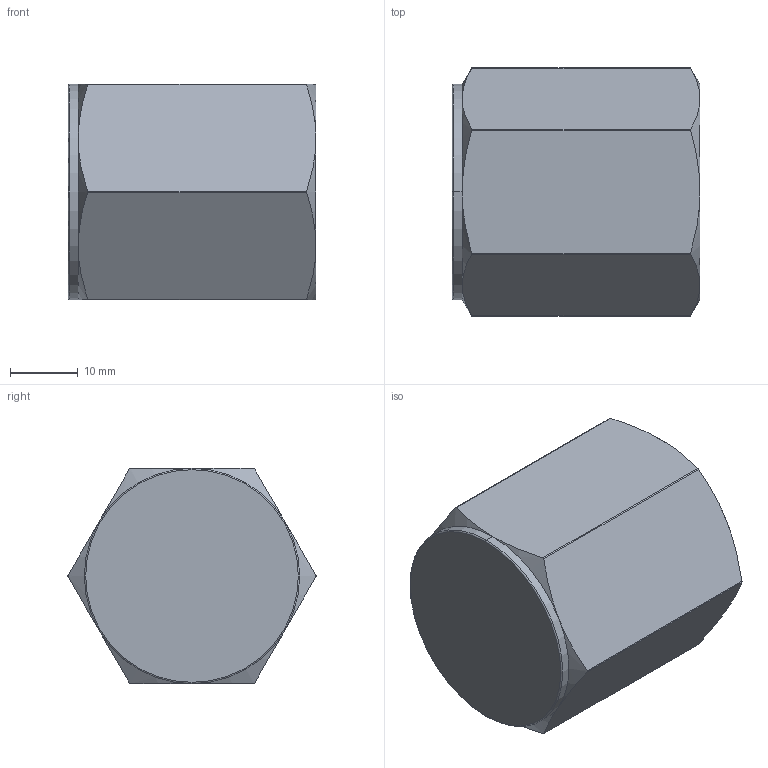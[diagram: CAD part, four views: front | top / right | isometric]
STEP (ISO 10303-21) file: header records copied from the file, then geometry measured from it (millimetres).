
FILE_DESCRIPTION((''),'2;1');
FILE_NAME('PIPE_CAP_H_SCA','2025-07-08T08:32:04',('Administrator'),(''),'CREO PARAMETRIC BY PTC INC, 2020414','CREO PARAMETRIC BY PTC INC, 2020414','');
FILE_SCHEMA(('AUTOMOTIVE_DESIGN { 1 0 10303 214 1 1 1 1 }'));
Length unit declared in the file: millimetre
Products named in the file (1): PIPE_CAP_H_SCA
Bounding box: 36.6 x 36.66 x 31.8 mm (x, y, z)
Volume: 21707.7 mm3; surface area: 8198.7 mm2
Topology: 1 solids, 1 shells, 62 faces, 162 edges, 110 vertices
Faces by surface type: cone 33, cylinder 10, bspline 9, plane 8, torus 2
Entity records: 5360 total; most frequent: CARTESIAN_POINT 3858, ORIENTED_EDGE 310, DIRECTION 203, EDGE_CURVE 155, COLOUR_RGB 116, VERTEX_POINT 96, B_SPLINE_CURVE_WITH_KNOTS 89, AXIS2_PLACEMENT_3D 78
